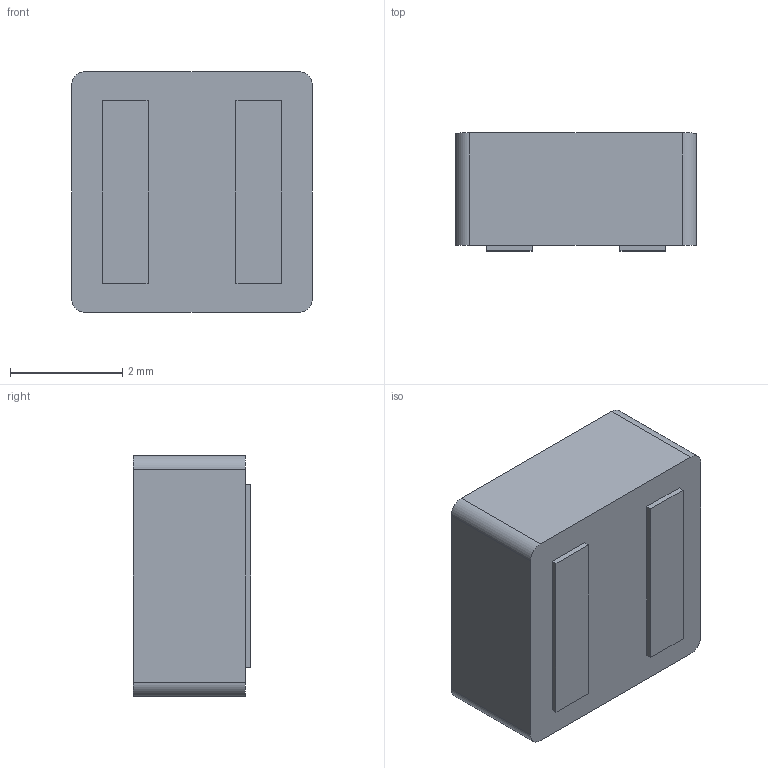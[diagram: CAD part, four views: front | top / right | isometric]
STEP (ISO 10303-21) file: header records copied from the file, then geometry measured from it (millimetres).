
FILE_DESCRIPTION (( 'STEP AP214' ), '1' );
FILE_NAME ('37B46FC3-042B-47E1-B059-DBFABE30CBEC.STEP', '2025-04-06T11:57:45', ( '' ), ( '' ), 'SwSTEP 2.0', 'SolidWorks 2022', '' );
FILE_SCHEMA (( 'AUTOMOTIVE_DESIGN' ));
Length unit declared in the file: millimetre
Products named in the file (1): 37B46FC3-042B-47E1-B059-DBFABE30CBEC
Bounding box: 4.3 x 2.1 x 4.3 mm (x, y, z)
Volume: 37.4 mm3; surface area: 72.1 mm2
Topology: 1 solids, 1 shells, 64 faces, 165 edges, 110 vertices
Faces by surface type: plane 42, bspline 18, cylinder 4
Entity records: 2675 total; most frequent: CARTESIAN_POINT 970, ORIENTED_EDGE 330, DIRECTION 231, EDGE_CURVE 165, LINE 121, VECTOR 121, VERTEX_POINT 110, EDGE_LOOP 71
